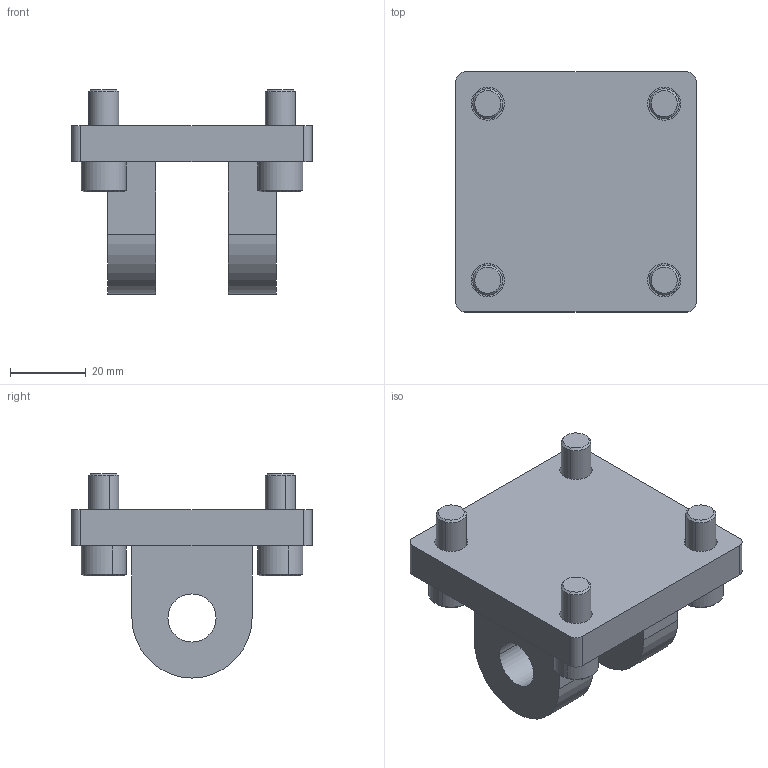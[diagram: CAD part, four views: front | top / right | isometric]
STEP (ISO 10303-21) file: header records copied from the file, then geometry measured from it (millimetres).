
FILE_DESCRIPTION (( 'STEP AP203' ), '1' );
FILE_NAME ('D2PC-2.step', '2020-09-03T19:34:21', ( '' ), ( '' ), 'SwSTEP 2.0', 'SolidWorks 2019', '' );
FILE_SCHEMA (( 'CONFIG_CONTROL_DESIGN' ));
Length unit declared in the file: inch
Products named in the file (1): D2PC-2
Bounding box: 63.5 x 63.5 x 53.98 mm (x, y, z)
Volume: 64974.8 mm3; surface area: 21186.2 mm2
Topology: 5 solids, 5 shells, 104 faces, 236 edges, 152 vertices
Faces by surface type: plane 54, cylinder 34, cone 16
Entity records: 3011 total; most frequent: DIRECTION 530, CARTESIAN_POINT 493, ORIENTED_EDGE 472, EDGE_CURVE 236, AXIS2_PLACEMENT_3D 189, VECTOR 152, LINE 152, VERTEX_POINT 152
